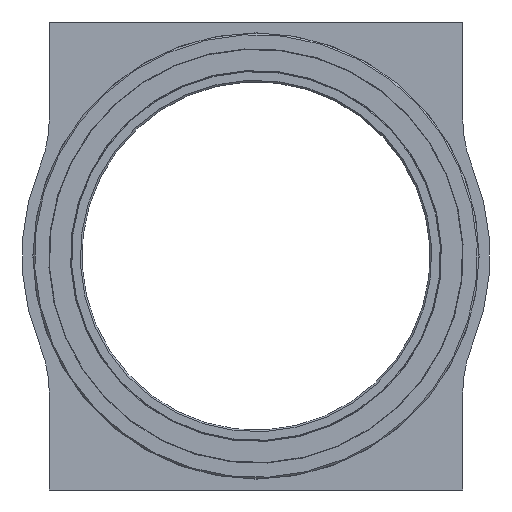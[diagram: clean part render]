
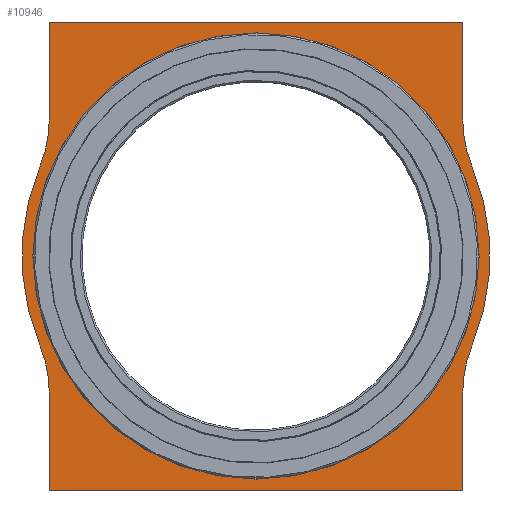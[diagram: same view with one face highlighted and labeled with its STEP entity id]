
A CAD part, front view. The second image highlights one B-rep face of the part: STEP entity #10946.
In plain terms, the highlighted planar face has unit normal (0, -1, 0).
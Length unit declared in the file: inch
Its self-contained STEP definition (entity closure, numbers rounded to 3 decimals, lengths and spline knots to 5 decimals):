
#77 = VERTEX_POINT ( 'NONE', #9041 ) ;
#276 = CIRCLE ( 'NONE', #3112, 0.43307 ) ;
#346 = CARTESIAN_POINT ( 'NONE',  ( -0.78134, 0., 0.32556 ) ) ;
#385 = LINE ( 'NONE', #16837, #11172 ) ;
#439 = AXIS2_PLACEMENT_3D ( 'NONE', #6273, #7625, #19881 ) ;
#535 = CARTESIAN_POINT ( 'NONE',  ( 0., 0., 0. ) ) ;
#822 = EDGE_CURVE ( 'NONE', #6245, #9109, #13349, .T. ) ;
#870 = LINE ( 'NONE', #1111, #11427 ) ;
#1111 = CARTESIAN_POINT ( 'NONE',  ( 0.74803, 0., 0. ) ) ;
#1155 = EDGE_CURVE ( 'NONE', #77, #8246, #870, .T. ) ;
#1177 = CARTESIAN_POINT ( 'NONE',  ( 1.1811, 0., -0.49213 ) ) ;
#1360 = LINE ( 'NONE', #16208, #8335 ) ;
#1467 = VERTEX_POINT ( 'NONE', #15727 ) ;
#1522 = DIRECTION ( 'NONE',  ( -1., 0., 0. ) ) ;
#1776 = CIRCLE ( 'NONE', #2020, 0.43307 ) ;
#1954 = AXIS2_PLACEMENT_3D ( 'NONE', #18835, #17426, #2063 ) ;
#2003 = AXIS2_PLACEMENT_3D ( 'NONE', #14877, #4223, #19573 ) ;
#2004 = CARTESIAN_POINT ( 'NONE',  ( -0.74803, 0., 0.49213 ) ) ;
#2020 = AXIS2_PLACEMENT_3D ( 'NONE', #1177, #19485, #18139 ) ;
#2046 = CARTESIAN_POINT ( 'NONE',  ( 0.74803, 0., 0.49213 ) ) ;
#2063 = DIRECTION ( 'NONE',  ( 0., 0., -1. ) ) ;
#2123 = VERTEX_POINT ( 'NONE', #8716 ) ;
#2195 = EDGE_CURVE ( 'NONE', #10865, #9439, #11412, .T. ) ;
#2359 = ORIENTED_EDGE ( 'NONE', *, *, #14818, .F. ) ;
#2970 = DIRECTION ( 'NONE',  ( 0., 0., -1. ) ) ;
#3112 = AXIS2_PLACEMENT_3D ( 'NONE', #15137, #7509, #5966 ) ;
#3141 = EDGE_CURVE ( 'NONE', #9439, #8797, #7596, .T. ) ;
#3607 = EDGE_CURVE ( 'NONE', #1467, #10865, #385, .T. ) ;
#3612 = AXIS2_PLACEMENT_3D ( 'NONE', #535, #17160, #18767 ) ;
#4223 = DIRECTION ( 'NONE',  ( 0., 1., 0. ) ) ;
#4482 = CARTESIAN_POINT ( 'NONE',  ( 0., 0., -0.84646 ) ) ;
#5028 = CARTESIAN_POINT ( 'NONE',  ( 0., 0., 0. ) ) ;
#5130 = ORIENTED_EDGE ( 'NONE', *, *, #7867, .F. ) ;
#5349 = ORIENTED_EDGE ( 'NONE', *, *, #822, .T. ) ;
#5445 = EDGE_CURVE ( 'NONE', #15235, #6245, #1776, .T. ) ;
#5656 = EDGE_CURVE ( 'NONE', #11246, #13507, #14503, .T. ) ;
#5683 = VERTEX_POINT ( 'NONE', #12615 ) ;
#5966 = DIRECTION ( 'NONE',  ( 0., 0., -1. ) ) ;
#6136 = VECTOR ( 'NONE', #6439, 39.37008 ) ;
#6245 = VERTEX_POINT ( 'NONE', #9938 ) ;
#6250 = AXIS2_PLACEMENT_3D ( 'NONE', #17809, #19276, #7173 ) ;
#6273 = CARTESIAN_POINT ( 'NONE',  ( -1.1811, 0., -0.49213 ) ) ;
#6314 = AXIS2_PLACEMENT_3D ( 'NONE', #5028, #14350, #12643 ) ;
#6439 = DIRECTION ( 'NONE',  ( 0., 0., -1. ) ) ;
#6645 = PLANE ( 'NONE',  #3612 ) ;
#7173 = DIRECTION ( 'NONE',  ( 0., 0., -1. ) ) ;
#7423 = AXIS2_PLACEMENT_3D ( 'NONE', #16045, #19172, #11346 ) ;
#7509 = DIRECTION ( 'NONE',  ( 0., -1., 0. ) ) ;
#7596 = CIRCLE ( 'NONE', #7423, 0.84646 ) ;
#7625 = DIRECTION ( 'NONE',  ( 0., -1., 0. ) ) ;
#7867 = EDGE_CURVE ( 'NONE', #15235, #11246, #8760, .T. ) ;
#8246 = VERTEX_POINT ( 'NONE', #2046 ) ;
#8335 = VECTOR ( 'NONE', #8831, 39.37008 ) ;
#8459 = VERTEX_POINT ( 'NONE', #12157 ) ;
#8716 = CARTESIAN_POINT ( 'NONE',  ( 0., 0., -0.80709 ) ) ;
#8760 = LINE ( 'NONE', #12705, #6136 ) ;
#8789 = ORIENTED_EDGE ( 'NONE', *, *, #3141, .T. ) ;
#8797 = VERTEX_POINT ( 'NONE', #15516 ) ;
#8831 = DIRECTION ( 'NONE',  ( 1., 0., 0. ) ) ;
#9041 = CARTESIAN_POINT ( 'NONE',  ( 0.74803, 0., 0.84646 ) ) ;
#9107 = ORIENTED_EDGE ( 'NONE', *, *, #3607, .T. ) ;
#9109 = VERTEX_POINT ( 'NONE', #11871 ) ;
#9439 = VERTEX_POINT ( 'NONE', #346 ) ;
#9517 = EDGE_LOOP ( 'NONE', ( #17961, #11167, #5130, #14172, #5349, #19277, #11704, #19679, #9107, #15670, #8789, #13174 ) ) ;
#9763 = DIRECTION ( 'NONE',  ( 0., 0., -1. ) ) ;
#9938 = CARTESIAN_POINT ( 'NONE',  ( 0.78134, 0., -0.32556 ) ) ;
#10125 = CIRCLE ( 'NONE', #6314, 0.80709 ) ;
#10813 = EDGE_CURVE ( 'NONE', #2123, #8459, #10125, .T. ) ;
#10865 = VERTEX_POINT ( 'NONE', #2004 ) ;
#10946 = ADVANCED_FACE ( 'NONE', ( #14228, #13987 ), #6645, .F. ) ;
#11167 = ORIENTED_EDGE ( 'NONE', *, *, #5656, .F. ) ;
#11172 = VECTOR ( 'NONE', #2970, 39.37008 ) ;
#11246 = VERTEX_POINT ( 'NONE', #18657 ) ;
#11346 = DIRECTION ( 'NONE',  ( 0., 0., -1. ) ) ;
#11412 = CIRCLE ( 'NONE', #2003, 0.43307 ) ;
#11427 = VECTOR ( 'NONE', #15326, 39.37008 ) ;
#11704 = ORIENTED_EDGE ( 'NONE', *, *, #1155, .F. ) ;
#11871 = CARTESIAN_POINT ( 'NONE',  ( 0.78134, 0., 0.32556 ) ) ;
#12032 = CARTESIAN_POINT ( 'NONE',  ( 0.74803, 0., -0.49213 ) ) ;
#12157 = CARTESIAN_POINT ( 'NONE',  ( 0., 0., 0.80709 ) ) ;
#12615 = CARTESIAN_POINT ( 'NONE',  ( -0.74803, 0., -0.49213 ) ) ;
#12643 = DIRECTION ( 'NONE',  ( 0., 0., -1. ) ) ;
#12705 = CARTESIAN_POINT ( 'NONE',  ( 0.74803, 0., 0. ) ) ;
#12707 = EDGE_CURVE ( 'NONE', #8246, #9109, #276, .T. ) ;
#13030 = VECTOR ( 'NONE', #1522, 39.37008 ) ;
#13174 = ORIENTED_EDGE ( 'NONE', *, *, #15989, .F. ) ;
#13349 = CIRCLE ( 'NONE', #6250, 0.84646 ) ;
#13482 = CIRCLE ( 'NONE', #439, 0.43307 ) ;
#13507 = VERTEX_POINT ( 'NONE', #15818 ) ;
#13987 = FACE_OUTER_BOUND ( 'NONE', #9517, .T. ) ;
#14172 = ORIENTED_EDGE ( 'NONE', *, *, #5445, .T. ) ;
#14228 = FACE_BOUND ( 'NONE', #15481, .T. ) ;
#14350 = DIRECTION ( 'NONE',  ( 0., -1., 0. ) ) ;
#14503 = LINE ( 'NONE', #4482, #13030 ) ;
#14818 = EDGE_CURVE ( 'NONE', #8459, #2123, #16890, .T. ) ;
#14877 = CARTESIAN_POINT ( 'NONE',  ( -1.1811, 0., 0.49213 ) ) ;
#15137 = CARTESIAN_POINT ( 'NONE',  ( 1.1811, 0., 0.49213 ) ) ;
#15235 = VERTEX_POINT ( 'NONE', #12032 ) ;
#15326 = DIRECTION ( 'NONE',  ( 0., 0., -1. ) ) ;
#15481 = EDGE_LOOP ( 'NONE', ( #18217, #2359 ) ) ;
#15516 = CARTESIAN_POINT ( 'NONE',  ( -0.78134, 0., -0.32556 ) ) ;
#15670 = ORIENTED_EDGE ( 'NONE', *, *, #2195, .T. ) ;
#15727 = CARTESIAN_POINT ( 'NONE',  ( -0.74803, 0., 0.84646 ) ) ;
#15818 = CARTESIAN_POINT ( 'NONE',  ( -0.74803, 0., -0.84646 ) ) ;
#15989 = EDGE_CURVE ( 'NONE', #5683, #8797, #13482, .T. ) ;
#16045 = CARTESIAN_POINT ( 'NONE',  ( 0., 0., 0. ) ) ;
#16208 = CARTESIAN_POINT ( 'NONE',  ( -0.74803, 0., 0.84646 ) ) ;
#16837 = CARTESIAN_POINT ( 'NONE',  ( -0.74803, 0., 0. ) ) ;
#16890 = CIRCLE ( 'NONE', #1954, 0.80709 ) ;
#17160 = DIRECTION ( 'NONE',  ( 0., 1., 0. ) ) ;
#17426 = DIRECTION ( 'NONE',  ( 0., -1., 0. ) ) ;
#17809 = CARTESIAN_POINT ( 'NONE',  ( 0., 0., 0. ) ) ;
#17961 = ORIENTED_EDGE ( 'NONE', *, *, #19381, .T. ) ;
#18139 = DIRECTION ( 'NONE',  ( 0., 0., -1. ) ) ;
#18217 = ORIENTED_EDGE ( 'NONE', *, *, #10813, .F. ) ;
#18657 = CARTESIAN_POINT ( 'NONE',  ( 0.74803, 0., -0.84646 ) ) ;
#18756 = CARTESIAN_POINT ( 'NONE',  ( -0.74803, 0., 0. ) ) ;
#18767 = DIRECTION ( 'NONE',  ( 0., 0., 1. ) ) ;
#18835 = CARTESIAN_POINT ( 'NONE',  ( 0., 0., 0. ) ) ;
#18869 = VECTOR ( 'NONE', #9763, 39.37008 ) ;
#19037 = EDGE_CURVE ( 'NONE', #1467, #77, #1360, .T. ) ;
#19172 = DIRECTION ( 'NONE',  ( 0., -1., 0. ) ) ;
#19276 = DIRECTION ( 'NONE',  ( 0., -1., 0. ) ) ;
#19277 = ORIENTED_EDGE ( 'NONE', *, *, #12707, .F. ) ;
#19381 = EDGE_CURVE ( 'NONE', #5683, #13507, #19837, .T. ) ;
#19485 = DIRECTION ( 'NONE',  ( 0., 1., 0. ) ) ;
#19573 = DIRECTION ( 'NONE',  ( 0., 0., -1. ) ) ;
#19679 = ORIENTED_EDGE ( 'NONE', *, *, #19037, .F. ) ;
#19837 = LINE ( 'NONE', #18756, #18869 ) ;
#19881 = DIRECTION ( 'NONE',  ( 0., 0., -1. ) ) ;
